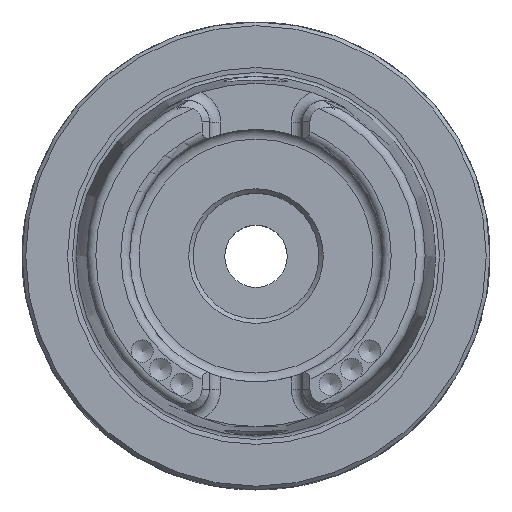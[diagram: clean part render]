
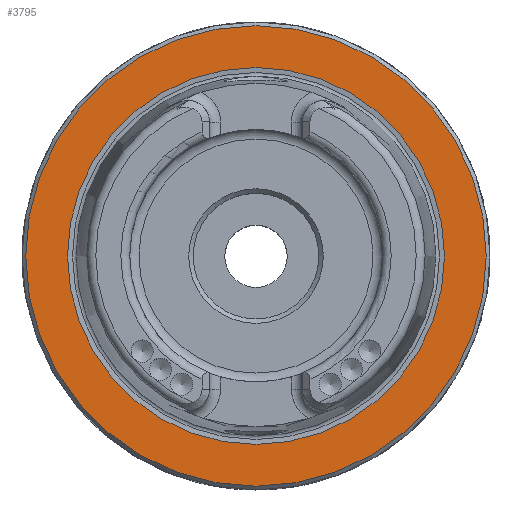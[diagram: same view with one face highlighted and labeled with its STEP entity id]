
A CAD part, top view. The second image highlights one B-rep face of the part: STEP entity #3795.
In plain terms, the highlighted planar face has unit normal (0, 0, 1).
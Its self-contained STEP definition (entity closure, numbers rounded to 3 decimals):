
#318=PLANE('',#4093);
#809=ORIENTED_EDGE('',*,*,#1281,.T.);
#810=ORIENTED_EDGE('',*,*,#1278,.F.);
#1278=EDGE_CURVE('',#1574,#1574,#1783,.T.);
#1281=EDGE_CURVE('',#1577,#1577,#1786,.T.);
#1574=VERTEX_POINT('',#5711);
#1577=VERTEX_POINT('',#5720);
#1783=CIRCLE('',#4088,25.373);
#1786=CIRCLE('',#4094,31.);
#2030=EDGE_LOOP('',(#809));
#2031=EDGE_LOOP('',(#810));
#2311=FACE_BOUND('',#2030,.T.);
#2312=FACE_BOUND('',#2031,.T.);
#3795=ADVANCED_FACE('',(#2311,#2312),#318,.T.);
#4088=AXIS2_PLACEMENT_3D('',#5710,#4692,#4693);
#4093=AXIS2_PLACEMENT_3D('',#5718,#4702,#4703);
#4094=AXIS2_PLACEMENT_3D('',#5719,#4704,#4705);
#4692=DIRECTION('',(0.,0.,1.));
#4693=DIRECTION('',(1.,0.,0.));
#4702=DIRECTION('',(0.,0.,1.));
#4703=DIRECTION('',(1.,0.,0.));
#4704=DIRECTION('',(0.,0.,1.));
#4705=DIRECTION('',(1.,0.,0.));
#5710=CARTESIAN_POINT('',(0.,0.,0.));
#5711=CARTESIAN_POINT('',(25.373,0.,0.));
#5718=CARTESIAN_POINT('',(31.,0.,0.));
#5719=CARTESIAN_POINT('',(0.,0.,0.));
#5720=CARTESIAN_POINT('',(31.,0.,0.));
